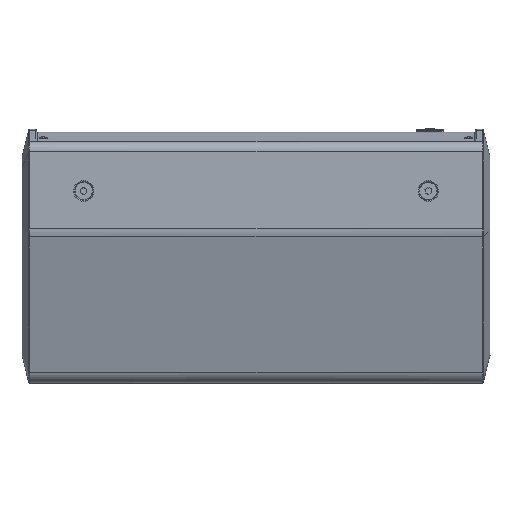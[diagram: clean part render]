
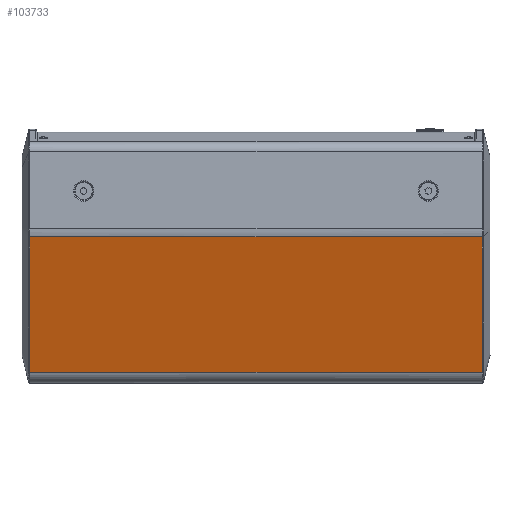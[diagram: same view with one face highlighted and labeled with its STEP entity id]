
A CAD part, left-side view. The second image highlights one B-rep face of the part: STEP entity #103733.
In plain terms, the highlighted planar face has unit normal (-0.961, 0, -0.276).
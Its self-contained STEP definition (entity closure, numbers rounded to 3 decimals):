
#606 = VERTEX_POINT ( 'NONE', #5338 ) ;
#2164 = CARTESIAN_POINT ( 'NONE',  ( -94.53, -229.218, -117.635 ) ) ;
#2850 = LINE ( 'NONE', #138711, #145039 ) ;
#5338 = CARTESIAN_POINT ( 'NONE',  ( -133.838, 229.219, 19.447 ) ) ;
#6511 = DIRECTION ( 'NONE',  ( -0.276, 0., 0.961 ) ) ;
#7277 = CARTESIAN_POINT ( 'NONE',  ( -135., 230., 23.5 ) ) ;
#7475 = CARTESIAN_POINT ( 'NONE',  ( -94.94, 229.219, -116.207 ) ) ;
#8214 = CARTESIAN_POINT ( 'NONE',  ( -100.263, 229.219, -97.643 ) ) ;
#8513 = CARTESIAN_POINT ( 'NONE',  ( -94.53, -229.218, -117.635 ) ) ;
#11326 = CARTESIAN_POINT ( 'NONE',  ( -94.94, -229.219, -116.207 ) ) ;
#22362 = EDGE_CURVE ( 'NONE', #119708, #52755, #89435, .T. ) ;
#24082 = CARTESIAN_POINT ( 'NONE',  ( -100.263, -229.219, -97.643 ) ) ;
#28760 = ORIENTED_EDGE ( 'NONE', *, *, #54408, .T. ) ;
#34701 = DIRECTION ( 'NONE',  ( 0., -1., 0. ) ) ;
#34729 = CARTESIAN_POINT ( 'NONE',  ( -133.838, -229.219, 19.447 ) ) ;
#37032 = CARTESIAN_POINT ( 'NONE',  ( -114.184, -229.219, -49.094 ) ) ;
#38802 = LINE ( 'NONE', #65373, #126756 ) ;
#41364 = DIRECTION ( 'NONE',  ( -0.961, 0., -0.276 ) ) ;
#46198 = CARTESIAN_POINT ( 'NONE',  ( -130.562, -229.219, 8.024 ) ) ;
#47421 = ORIENTED_EDGE ( 'NONE', *, *, #22362, .T. ) ;
#47718 = CARTESIAN_POINT ( 'NONE',  ( -127.287, -229.219, -3.4 ) ) ;
#48281 = CARTESIAN_POINT ( 'NONE',  ( -94.53, 229.218, -117.635 ) ) ;
#48482 = CARTESIAN_POINT ( 'NONE',  ( -95.247, -229.219, -115.136 ) ) ;
#51350 = FACE_OUTER_BOUND ( 'NONE', #112000, .T. ) ;
#52755 = VERTEX_POINT ( 'NONE', #34729 ) ;
#54408 = EDGE_CURVE ( 'NONE', #52755, #606, #38802, .T. ) ;
#55246 = CARTESIAN_POINT ( 'NONE',  ( -133.838, 229.219, 19.447 ) ) ;
#56764 = CARTESIAN_POINT ( 'NONE',  ( -122.373, 229.219, -20.535 ) ) ;
#58783 = AXIS2_PLACEMENT_3D ( 'NONE', #7277, #41364, #6511 ) ;
#65373 = CARTESIAN_POINT ( 'NONE',  ( -133.838, 230., 19.447 ) ) ;
#66633 = CARTESIAN_POINT ( 'NONE',  ( -114.184, 229.219, -49.094 ) ) ;
#67364 = CARTESIAN_POINT ( 'NONE',  ( -94.735, 229.219, -116.921 ) ) ;
#82649 = CARTESIAN_POINT ( 'NONE',  ( -95.963, -229.219, -112.637 ) ) ;
#83401 = CARTESIAN_POINT ( 'NONE',  ( -132.2, -229.221, 13.735 ) ) ;
#86320 = EDGE_CURVE ( 'NONE', #606, #132348, #143277, .T. ) ;
#89435 = B_SPLINE_CURVE_WITH_KNOTS ( 'NONE', 3,
 ( #2164, #128136, #140259, #11326, #48482, #82649, #115991, #24082, #92546, #37032, #116739, #47718, #46198, #83401, #138796 ),
 .UNSPECIFIED., .F., .F.,
 ( 4, 2, 1, 1, 1, 1, 1, 1, 1, 2, 4 ),
 ( 0., 0.001, 0.002, 0.004, 0.009, 0.018, 0.036, 0.071, 0.107, 0.125, 0.143 ),
 .UNSPECIFIED. ) ;
#90936 = CARTESIAN_POINT ( 'NONE',  ( -132.2, 229.221, 13.735 ) ) ;
#91661 = CARTESIAN_POINT ( 'NONE',  ( -95.247, 229.219, -115.136 ) ) ;
#92546 = CARTESIAN_POINT ( 'NONE',  ( -105.995, -229.219, -77.652 ) ) ;
#93669 = EDGE_CURVE ( 'NONE', #132348, #119708, #2850, .T. ) ;
#100077 = CARTESIAN_POINT ( 'NONE',  ( -94.53, 229.218, -117.635 ) ) ;
#100614 = PLANE ( 'NONE',  #58783 ) ;
#101263 = ORIENTED_EDGE ( 'NONE', *, *, #93669, .T. ) ;
#101547 = CARTESIAN_POINT ( 'NONE',  ( -95.963, 229.219, -112.637 ) ) ;
#103061 = CARTESIAN_POINT ( 'NONE',  ( -97.396, 229.219, -107.639 ) ) ;
#103733 = ADVANCED_FACE ( 'NONE', ( #51350 ), #100614, .T. ) ;
#112000 = EDGE_LOOP ( 'NONE', ( #101263, #47421, #28760, #120093 ) ) ;
#112869 = CARTESIAN_POINT ( 'NONE',  ( -105.995, 229.219, -77.652 ) ) ;
#115991 = CARTESIAN_POINT ( 'NONE',  ( -97.396, -229.219, -107.639 ) ) ;
#116739 = CARTESIAN_POINT ( 'NONE',  ( -122.373, -229.219, -20.535 ) ) ;
#119708 = VERTEX_POINT ( 'NONE', #8513 ) ;
#120087 = DIRECTION ( 'NONE',  ( 0., 1., 0. ) ) ;
#120093 = ORIENTED_EDGE ( 'NONE', *, *, #86320, .T. ) ;
#124306 = CARTESIAN_POINT ( 'NONE',  ( -130.562, 229.219, 8.024 ) ) ;
#126756 = VECTOR ( 'NONE', #120087, 1000. ) ;
#128136 = CARTESIAN_POINT ( 'NONE',  ( -94.633, -229.22, -117.278 ) ) ;
#132348 = VERTEX_POINT ( 'NONE', #48281 ) ;
#137189 = CARTESIAN_POINT ( 'NONE',  ( -127.287, 229.219, -3.4 ) ) ;
#138711 = CARTESIAN_POINT ( 'NONE',  ( -94.53, -230., -117.635 ) ) ;
#138796 = CARTESIAN_POINT ( 'NONE',  ( -133.838, -229.219, 19.447 ) ) ;
#140259 = CARTESIAN_POINT ( 'NONE',  ( -94.735, -229.219, -116.921 ) ) ;
#143277 = B_SPLINE_CURVE_WITH_KNOTS ( 'NONE', 3,
 ( #55246, #90936, #124306, #137189, #56764, #66633, #112869, #8214, #103061, #101547, #91661, #7475, #67364, #147745, #100077 ),
 .UNSPECIFIED., .F., .F.,
 ( 4, 2, 1, 1, 1, 1, 1, 1, 1, 2, 4 ),
 ( 0., 0.018, 0.036, 0.071, 0.107, 0.125, 0.134, 0.138, 0.14, 0.141, 0.143 ),
 .UNSPECIFIED. ) ;
#145039 = VECTOR ( 'NONE', #34701, 1000. ) ;
#147745 = CARTESIAN_POINT ( 'NONE',  ( -94.633, 229.22, -117.278 ) ) ;
